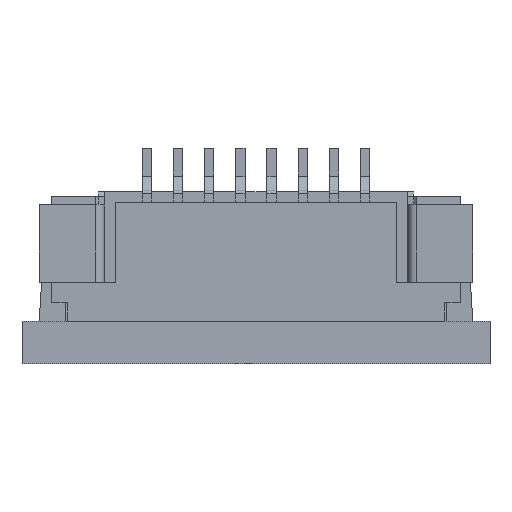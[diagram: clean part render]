
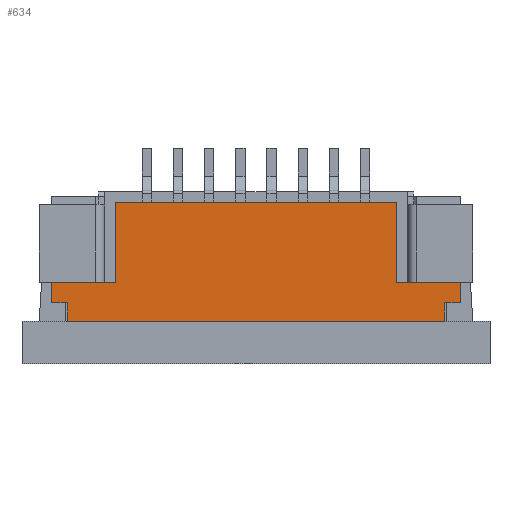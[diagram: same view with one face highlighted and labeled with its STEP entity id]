
A CAD part, top view. The second image highlights one B-rep face of the part: STEP entity #634.
In plain terms, the highlighted planar face has unit normal (0, 0, 1).
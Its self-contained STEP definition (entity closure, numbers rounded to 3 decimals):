
#634=ADVANCED_FACE('',(#3320),#3322,.T.);
#3320=FACE_BOUND('',#3321,.T.);
#3321=EDGE_LOOP('',(#5448,#5449,#5450,#5451,#5452,#5453,#5454,#5455,#5456,#5457,
#5458,#5459));
#3322=PLANE('',#3323);
#3323=AXIS2_PLACEMENT_3D('',#3324,#3325,#3326);
#3324=CARTESIAN_POINT('',(6.55,1.35,2.45));
#3325=DIRECTION('',(0.,-0.,1.));
#3326=DIRECTION('',(0.,1.,0.));
#5448=ORIENTED_EDGE('',*,*,#7077,.T.);
#5449=ORIENTED_EDGE('',*,*,#7079,.T.);
#5450=ORIENTED_EDGE('',*,*,#7080,.T.);
#5451=ORIENTED_EDGE('',*,*,#7081,.T.);
#5452=ORIENTED_EDGE('',*,*,#7082,.T.);
#5453=ORIENTED_EDGE('',*,*,#7083,.T.);
#5454=ORIENTED_EDGE('',*,*,#7084,.T.);
#5455=ORIENTED_EDGE('',*,*,#7085,.F.);
#5456=ORIENTED_EDGE('',*,*,#7086,.T.);
#5457=ORIENTED_EDGE('',*,*,#7087,.T.);
#5458=ORIENTED_EDGE('',*,*,#7036,.F.);
#5459=ORIENTED_EDGE('',*,*,#7027,.T.);
#7027=EDGE_CURVE('',#7946,#7956,#7958,.F.);
#7036=EDGE_CURVE('',#7946,#7974,#7975,.T.);
#7077=EDGE_CURVE('',#7956,#8050,#8051,.T.);
#7079=EDGE_CURVE('',#8050,#8053,#8054,.T.);
#7080=EDGE_CURVE('',#8053,#8055,#8056,.F.);
#7081=EDGE_CURVE('',#8055,#8057,#8058,.F.);
#7082=EDGE_CURVE('',#8057,#8059,#8060,.F.);
#7083=EDGE_CURVE('',#8059,#8061,#8062,.F.);
#7084=EDGE_CURVE('',#8061,#8063,#8064,.F.);
#7085=EDGE_CURVE('',#8065,#8063,#8066,.T.);
#7086=EDGE_CURVE('',#8065,#8067,#8068,.F.);
#7087=EDGE_CURVE('',#8067,#7974,#8069,.T.);
#7946=VERTEX_POINT('',#9270);
#7956=VERTEX_POINT('',#9290);
#7958=LINE('',#9294,#9295);
#7974=VERTEX_POINT('',#9328);
#7975=LINE('',#9329,#9330);
#8050=VERTEX_POINT('',#9486);
#8051=LINE('',#9487,#9488);
#8053=VERTEX_POINT('',#9493);
#8054=LINE('',#9494,#9495);
#8055=VERTEX_POINT('',#9497);
#8056=LINE('',#9498,#9499);
#8057=VERTEX_POINT('',#9501);
#8058=LINE('',#9502,#9503);
#8059=VERTEX_POINT('',#9505);
#8060=LINE('',#9506,#9507);
#8061=VERTEX_POINT('',#9509);
#8062=LINE('',#9510,#9511);
#8063=VERTEX_POINT('',#9513);
#8064=LINE('',#9514,#9515);
#8065=VERTEX_POINT('',#9517);
#8066=LINE('',#9518,#9519);
#8067=VERTEX_POINT('',#9521);
#8068=LINE('',#9522,#9523);
#8069=LINE('',#9525,#9526);
#9270=CARTESIAN_POINT('',(6.05,1.35,2.45));
#9290=CARTESIAN_POINT('',(6.05,1.95,2.45));
#9294=CARTESIAN_POINT('',(6.05,1.95,2.45));
#9295=VECTOR('',#9296,1.);
#9296=DIRECTION('',(0.,-1.,0.));
#9328=CARTESIAN_POINT('',(-6.05,1.35,2.45));
#9329=CARTESIAN_POINT('',(6.05,1.35,2.45));
#9330=VECTOR('',#9331,1.);
#9331=DIRECTION('',(-1.,0.,0.));
#9486=CARTESIAN_POINT('',(6.55,1.95,2.45));
#9487=CARTESIAN_POINT('',(6.05,1.95,2.45));
#9488=VECTOR('',#9489,1.);
#9489=DIRECTION('',(1.,0.,0.));
#9493=CARTESIAN_POINT('',(6.55,2.6,2.45));
#9494=CARTESIAN_POINT('',(6.55,1.95,2.45));
#9495=VECTOR('',#9496,1.);
#9496=DIRECTION('',(0.,1.,0.));
#9497=CARTESIAN_POINT('',(4.5,2.6,2.45));
#9498=CARTESIAN_POINT('',(4.5,2.6,2.45));
#9499=VECTOR('',#9500,1.);
#9500=DIRECTION('',(1.,0.,0.));
#9501=CARTESIAN_POINT('',(4.5,5.15,2.45));
#9502=CARTESIAN_POINT('',(4.5,5.15,2.45));
#9503=VECTOR('',#9504,1.);
#9504=DIRECTION('',(0.,-1.,0.));
#9505=CARTESIAN_POINT('',(-4.5,5.15,2.45));
#9506=CARTESIAN_POINT('',(-4.5,5.15,2.45));
#9507=VECTOR('',#9508,1.);
#9508=DIRECTION('',(1.,0.,0.));
#9509=CARTESIAN_POINT('',(-4.5,2.6,2.45));
#9510=CARTESIAN_POINT('',(-4.5,2.6,2.45));
#9511=VECTOR('',#9512,1.);
#9512=DIRECTION('',(0.,1.,0.));
#9513=CARTESIAN_POINT('',(-6.55,2.6,2.45));
#9514=CARTESIAN_POINT('',(-6.55,2.6,2.45));
#9515=VECTOR('',#9516,1.);
#9516=DIRECTION('',(1.,0.,0.));
#9517=CARTESIAN_POINT('',(-6.55,1.95,2.45));
#9518=CARTESIAN_POINT('',(-6.55,1.95,2.45));
#9519=VECTOR('',#9520,1.);
#9520=DIRECTION('',(0.,1.,0.));
#9521=CARTESIAN_POINT('',(-6.05,1.95,2.45));
#9522=CARTESIAN_POINT('',(-6.05,1.95,2.45));
#9523=VECTOR('',#9524,1.);
#9524=DIRECTION('',(-1.,0.,0.));
#9525=CARTESIAN_POINT('',(-6.05,1.95,2.45));
#9526=VECTOR('',#9527,1.);
#9527=DIRECTION('',(0.,-1.,0.));
